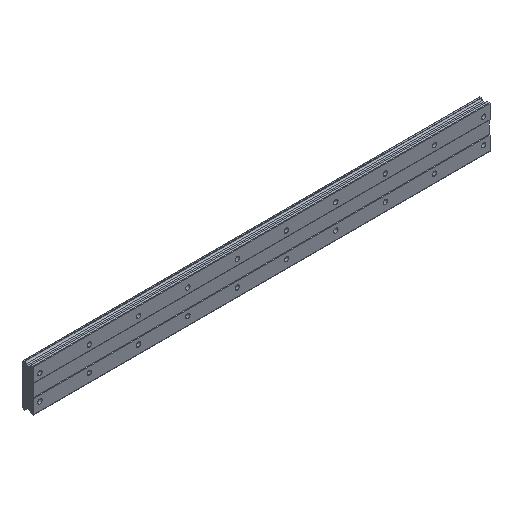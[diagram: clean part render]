
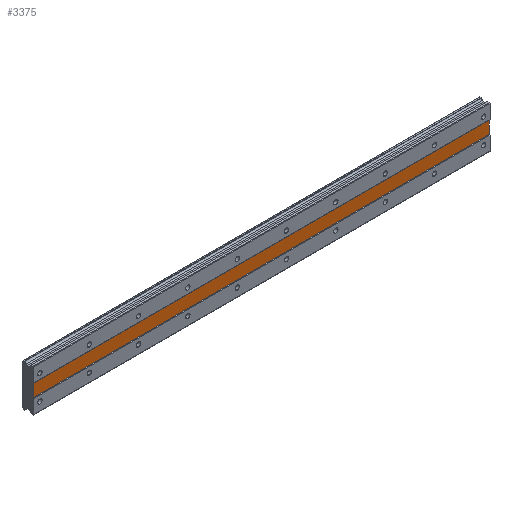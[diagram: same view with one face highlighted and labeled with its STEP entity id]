
A CAD part, isometric view. The second image highlights one B-rep face of the part: STEP entity #3375.
In plain terms, the highlighted planar face has unit normal (0, -1, 0).
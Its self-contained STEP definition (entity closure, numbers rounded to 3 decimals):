
#52 = VECTOR ( 'NONE', #215, 1000. ) ;
#143 = ORIENTED_EDGE ( 'NONE', *, *, #3603, .T. ) ;
#183 = ORIENTED_EDGE ( 'NONE', *, *, #2442, .F. ) ;
#215 = DIRECTION ( 'NONE',  ( 0., 0., -1. ) ) ;
#227 = VERTEX_POINT ( 'NONE', #1718 ) ;
#447 = VECTOR ( 'NONE', #3202, 1000. ) ;
#513 = DIRECTION ( 'NONE',  ( 0., 0., 1. ) ) ;
#526 = CARTESIAN_POINT ( 'NONE',  ( -10., 1., 10. ) ) ;
#637 = ORIENTED_EDGE ( 'NONE', *, *, #3223, .F. ) ;
#821 = PLANE ( 'NONE',  #2268 ) ;
#923 = CARTESIAN_POINT ( 'NONE',  ( -10., 1., 34.482 ) ) ;
#1009 = LINE ( 'NONE', #3554, #1447 ) ;
#1205 = EDGE_CURVE ( 'NONE', #1542, #4071, #2829, .T. ) ;
#1447 = VECTOR ( 'NONE', #3272, 1000. ) ;
#1542 = VERTEX_POINT ( 'NONE', #526 ) ;
#1718 = CARTESIAN_POINT ( 'NONE',  ( 730., 1., 10. ) ) ;
#1767 = LINE ( 'NONE', #3291, #4179 ) ;
#1780 = CARTESIAN_POINT ( 'NONE',  ( 730., 1., 10. ) ) ;
#1902 = CARTESIAN_POINT ( 'NONE',  ( 730., 1., 10. ) ) ;
#2029 = DIRECTION ( 'NONE',  ( 0., 1., 0. ) ) ;
#2268 = AXIS2_PLACEMENT_3D ( 'NONE', #1780, #2029, #513 ) ;
#2354 = DIRECTION ( 'NONE',  ( 0., 0., -1. ) ) ;
#2429 = FACE_OUTER_BOUND ( 'NONE', #3238, .T. ) ;
#2442 = EDGE_CURVE ( 'NONE', #227, #4112, #1767, .T. ) ;
#2488 = ORIENTED_EDGE ( 'NONE', *, *, #1205, .T. ) ;
#2800 = CARTESIAN_POINT ( 'NONE',  ( -10., 1., -10. ) ) ;
#2829 = LINE ( 'NONE', #923, #52 ) ;
#3166 = LINE ( 'NONE', #1902, #447 ) ;
#3202 = DIRECTION ( 'NONE',  ( 1., 0., 0. ) ) ;
#3223 = EDGE_CURVE ( 'NONE', #1542, #227, #3166, .T. ) ;
#3238 = EDGE_LOOP ( 'NONE', ( #143, #183, #637, #2488 ) ) ;
#3272 = DIRECTION ( 'NONE',  ( 1., 0., 0. ) ) ;
#3291 = CARTESIAN_POINT ( 'NONE',  ( 730., 1., 34.482 ) ) ;
#3375 = ADVANCED_FACE ( 'NONE', ( #2429 ), #821, .F. ) ;
#3485 = CARTESIAN_POINT ( 'NONE',  ( 730., 1., -10. ) ) ;
#3554 = CARTESIAN_POINT ( 'NONE',  ( 730., 1., -10. ) ) ;
#3603 = EDGE_CURVE ( 'NONE', #4071, #4112, #1009, .T. ) ;
#4071 = VERTEX_POINT ( 'NONE', #2800 ) ;
#4112 = VERTEX_POINT ( 'NONE', #3485 ) ;
#4179 = VECTOR ( 'NONE', #2354, 1000. ) ;
